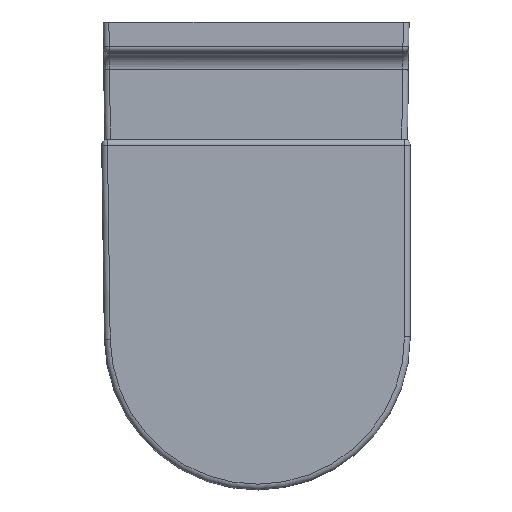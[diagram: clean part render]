
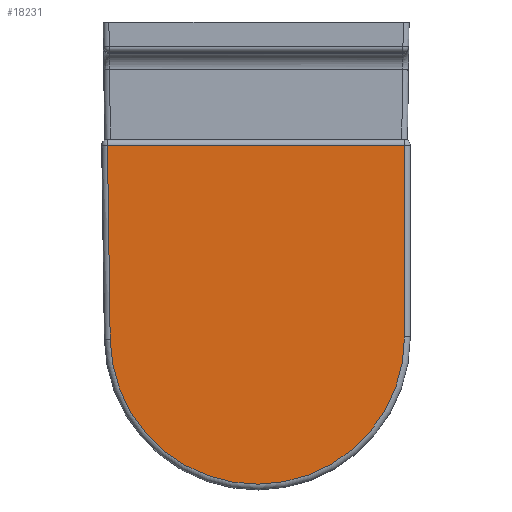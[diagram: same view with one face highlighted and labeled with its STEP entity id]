
A CAD part, top view. The second image highlights one B-rep face of the part: STEP entity #18231.
In plain terms, the highlighted planar face has unit normal (0, 0, 1).
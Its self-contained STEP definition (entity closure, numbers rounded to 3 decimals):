
#17967=CARTESIAN_POINT('',(-1.234,7.991,35.0));
#17968=VERTEX_POINT('',#17967);
#17976=CARTESIAN_POINT('',(233.267,9.617,35.0));
#17977=VERTEX_POINT('',#17976);
#17978=CARTESIAN_POINT('',(-1.234,7.991,35.0));
#17979=DIRECTION('',(1.,0.007,0.0));
#17980=VECTOR('',#17979,234.507);
#17981=LINE('',#17978,#17980);
#17982=EDGE_CURVE('',#17968,#17977,#17981,.T.);
#18009=CARTESIAN_POINT('',(-1.236,-347.991,35.0));
#18010=VERTEX_POINT('',#18009);
#18018=CARTESIAN_POINT('',(0.,-170.,35.0));
#18019=DIRECTION('',(0.0,0.0,-1.0));
#18020=DIRECTION('',(-1.,0.,0.0));
#18021=AXIS2_PLACEMENT_3D('',#18018,#18019,#18020);
#18022=CIRCLE('',#18021,177.996);
#18023=EDGE_CURVE('',#18010,#17968,#18022,.T.);
#18043=CARTESIAN_POINT('',(230.773,-349.603,35.0));
#18044=VERTEX_POINT('',#18043);
#18052=CARTESIAN_POINT('',(230.773,-349.603,35.0));
#18053=DIRECTION('',(-1.,0.007,0.0));
#18054=VECTOR('',#18053,232.014);
#18055=LINE('',#18052,#18054);
#18056=EDGE_CURVE('',#18044,#18010,#18055,.T.);
#18097=CARTESIAN_POINT('',(233.267,9.617,35.0));
#18098=DIRECTION('',(-0.007,-1.,0.0));
#18099=VECTOR('',#18098,359.228);
#18100=LINE('',#18097,#18099);
#18101=EDGE_CURVE('',#17977,#18044,#18100,.T.);
#18220=CARTESIAN_POINT('',(80.239,-169.678,35.0));
#18221=DIRECTION('',(0.0,0.0,1.0));
#18222=DIRECTION('',(1.0,0.0,0.0));
#18223=AXIS2_PLACEMENT_3D('',#18220,#18221,#18222);
#18224=PLANE('',#18223);
#18225=ORIENTED_EDGE('',*,*,#17982,.F.);
#18226=ORIENTED_EDGE('',*,*,#18023,.F.);
#18227=ORIENTED_EDGE('',*,*,#18056,.F.);
#18228=ORIENTED_EDGE('',*,*,#18101,.F.);
#18229=EDGE_LOOP('',(#18225,#18226,#18227,#18228));
#18230=FACE_OUTER_BOUND('',#18229,.T.);
#18231=ADVANCED_FACE('',(#18230),#18224,.T.);
